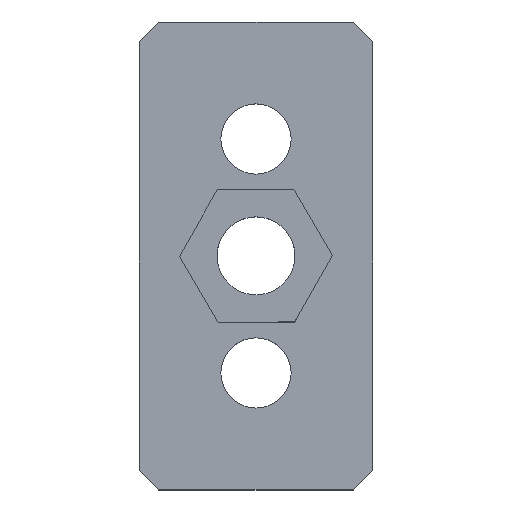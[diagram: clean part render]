
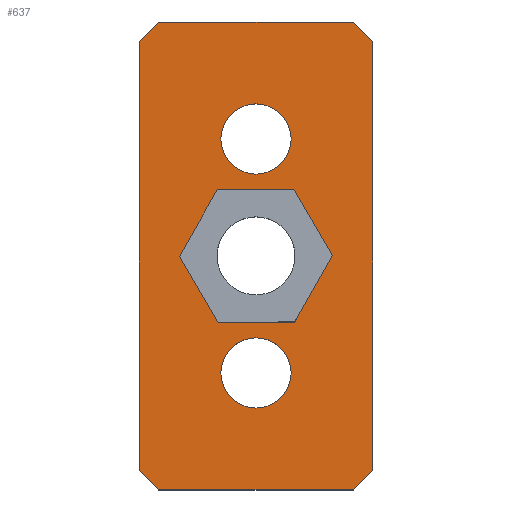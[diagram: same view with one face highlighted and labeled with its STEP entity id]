
A CAD part, top view. The second image highlights one B-rep face of the part: STEP entity #637.
In plain terms, the highlighted planar face has unit normal (0, 0, 1).
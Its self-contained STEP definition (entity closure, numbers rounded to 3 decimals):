
#5 = LINE ( 'NONE', #803, #67 ) ;
#19 = VECTOR ( 'NONE', #50, 1000. ) ;
#26 = CARTESIAN_POINT ( 'NONE',  ( 21.25, -21.25, 0. ) ) ;
#29 = DIRECTION ( 'NONE',  ( 1., 0., 0. ) ) ;
#42 = EDGE_CURVE ( 'NONE', #553, #747, #641, .T. ) ;
#43 = ORIENTED_EDGE ( 'NONE', *, *, #796, .F. ) ;
#44 = DIRECTION ( 'NONE',  ( -1., -0.007, 0. ) ) ;
#48 = VECTOR ( 'NONE', #147, 1000. ) ;
#50 = DIRECTION ( 'NONE',  ( -0.707, -0.707, 0. ) ) ;
#62 = CIRCLE ( 'NONE', #755, 4.5 ) ;
#63 = VERTEX_POINT ( 'NONE', #516 ) ;
#67 = VECTOR ( 'NONE', #426, 1000. ) ;
#68 = CARTESIAN_POINT ( 'NONE',  ( -9.815, -0.065, 0. ) ) ;
#75 = VERTEX_POINT ( 'NONE', #384 ) ;
#76 = AXIS2_PLACEMENT_3D ( 'NONE', #158, #750, #442 ) ;
#78 = CARTESIAN_POINT ( 'NONE',  ( 15., -30., 0. ) ) ;
#80 = VERTEX_POINT ( 'NONE', #118 ) ;
#83 = EDGE_CURVE ( 'NONE', #352, #569, #461, .T. ) ;
#90 = DIRECTION ( 'NONE',  ( 1., 0., 0. ) ) ;
#99 = EDGE_CURVE ( 'NONE', #793, #63, #578, .T. ) ;
#109 = LINE ( 'NONE', #827, #439 ) ;
#118 = CARTESIAN_POINT ( 'NONE',  ( -9.815, -0.065, 0. ) ) ;
#120 = PLANE ( 'NONE',  #268 ) ;
#121 = VECTOR ( 'NONE', #44, 1000. ) ;
#147 = DIRECTION ( 'NONE',  ( -1., 0., 0. ) ) ;
#148 = VECTOR ( 'NONE', #156, 1000. ) ;
#155 = CARTESIAN_POINT ( 'NONE',  ( -12.5, 30., 0. ) ) ;
#156 = DIRECTION ( 'NONE',  ( 0.707, 0.707, 0. ) ) ;
#158 = CARTESIAN_POINT ( 'NONE',  ( 0., 15., 0. ) ) ;
#167 = CARTESIAN_POINT ( 'NONE',  ( 15., -27.5, 0. ) ) ;
#169 = LINE ( 'NONE', #26, #148 ) ;
#170 = ORIENTED_EDGE ( 'NONE', *, *, #682, .T. ) ;
#171 = VERTEX_POINT ( 'NONE', #197 ) ;
#179 = VERTEX_POINT ( 'NONE', #715 ) ;
#187 = EDGE_LOOP ( 'NONE', ( #316, #301 ) ) ;
#197 = CARTESIAN_POINT ( 'NONE',  ( -4.5, -15., 0. ) ) ;
#199 = EDGE_CURVE ( 'NONE', #446, #793, #730, .T. ) ;
#209 = EDGE_CURVE ( 'NONE', #747, #80, #5, .T. ) ;
#220 = ORIENTED_EDGE ( 'NONE', *, *, #42, .F. ) ;
#222 = VECTOR ( 'NONE', #720, 1000. ) ;
#224 = DIRECTION ( 'NONE',  ( 0., 0., 1. ) ) ;
#248 = EDGE_CURVE ( 'NONE', #491, #508, #550, .T. ) ;
#249 = FACE_BOUND ( 'NONE', #708, .T. ) ;
#250 = ORIENTED_EDGE ( 'NONE', *, *, #489, .T. ) ;
#254 = DIRECTION ( 'NONE',  ( 0., -1., 0. ) ) ;
#256 = EDGE_CURVE ( 'NONE', #668, #454, #341, .T. ) ;
#268 = AXIS2_PLACEMENT_3D ( 'NONE', #392, #839, #523 ) ;
#289 = CARTESIAN_POINT ( 'NONE',  ( -4.851, -8.532, 0. ) ) ;
#296 = CARTESIAN_POINT ( 'NONE',  ( 0., -15., 0. ) ) ;
#301 = ORIENTED_EDGE ( 'NONE', *, *, #506, .F. ) ;
#310 = AXIS2_PLACEMENT_3D ( 'NONE', #754, #431, #90 ) ;
#314 = VECTOR ( 'NONE', #594, 1000. ) ;
#316 = ORIENTED_EDGE ( 'NONE', *, *, #350, .F. ) ;
#320 = FACE_OUTER_BOUND ( 'NONE', #343, .T. ) ;
#341 = LINE ( 'NONE', #666, #502 ) ;
#343 = EDGE_LOOP ( 'NONE', ( #731, #540, #170, #383, #797, #250, #607, #576 ) ) ;
#350 = EDGE_CURVE ( 'NONE', #75, #560, #435, .T. ) ;
#352 = VERTEX_POINT ( 'NONE', #155 ) ;
#355 = DIRECTION ( 'NONE',  ( 1., 0.007, 0. ) ) ;
#363 = DIRECTION ( 'NONE',  ( 1., 0., 0. ) ) ;
#383 = ORIENTED_EDGE ( 'NONE', *, *, #256, .T. ) ;
#384 = CARTESIAN_POINT ( 'NONE',  ( 4.5, 15., 0. ) ) ;
#392 = CARTESIAN_POINT ( 'NONE',  ( 0., 0., 0. ) ) ;
#406 = EDGE_CURVE ( 'NONE', #171, #623, #752, .T. ) ;
#412 = CARTESIAN_POINT ( 'NONE',  ( 15., 30., 0. ) ) ;
#415 = CARTESIAN_POINT ( 'NONE',  ( 15., -30., 0. ) ) ;
#417 = EDGE_LOOP ( 'NONE', ( #524, #828 ) ) ;
#422 = CARTESIAN_POINT ( 'NONE',  ( 4.964, -8.467, 0. ) ) ;
#426 = DIRECTION ( 'NONE',  ( -0.494, -0.869, 0. ) ) ;
#431 = DIRECTION ( 'NONE',  ( 0., 0., 1. ) ) ;
#433 = ORIENTED_EDGE ( 'NONE', *, *, #611, .F. ) ;
#435 = CIRCLE ( 'NONE', #76, 4.5 ) ;
#439 = VECTOR ( 'NONE', #525, 1000. ) ;
#442 = DIRECTION ( 'NONE',  ( 1., 0., 0. ) ) ;
#446 = VERTEX_POINT ( 'NONE', #167 ) ;
#450 = LINE ( 'NONE', #463, #592 ) ;
#454 = VERTEX_POINT ( 'NONE', #496 ) ;
#461 = LINE ( 'NONE', #636, #19 ) ;
#463 = CARTESIAN_POINT ( 'NONE',  ( -15., -30., 0. ) ) ;
#468 = VECTOR ( 'NONE', #711, 1000. ) ;
#482 = EDGE_CURVE ( 'NONE', #623, #171, #62, .T. ) ;
#485 = CARTESIAN_POINT ( 'NONE',  ( 15., 27.5, 0. ) ) ;
#489 = EDGE_CURVE ( 'NONE', #179, #446, #169, .T. ) ;
#491 = VERTEX_POINT ( 'NONE', #739 ) ;
#496 = CARTESIAN_POINT ( 'NONE',  ( -12.5, -30., 0. ) ) ;
#500 = CARTESIAN_POINT ( 'NONE',  ( -15., 27.5, 0. ) ) ;
#502 = VECTOR ( 'NONE', #789, 1000. ) ;
#506 = EDGE_CURVE ( 'NONE', #560, #75, #541, .T. ) ;
#508 = VERTEX_POINT ( 'NONE', #748 ) ;
#513 = FACE_BOUND ( 'NONE', #187, .T. ) ;
#516 = CARTESIAN_POINT ( 'NONE',  ( 12.5, 30., 0. ) ) ;
#523 = DIRECTION ( 'NONE',  ( 1., 0., 0. ) ) ;
#524 = ORIENTED_EDGE ( 'NONE', *, *, #482, .F. ) ;
#525 = DIRECTION ( 'NONE',  ( -0.506, 0.863, 0. ) ) ;
#529 = VECTOR ( 'NONE', #355, 1000. ) ;
#533 = LINE ( 'NONE', #78, #222 ) ;
#540 = ORIENTED_EDGE ( 'NONE', *, *, #83, .T. ) ;
#541 = CIRCLE ( 'NONE', #635, 4.5 ) ;
#542 = DIRECTION ( 'NONE',  ( 0., 1., 0. ) ) ;
#550 = LINE ( 'NONE', #422, #554 ) ;
#553 = VERTEX_POINT ( 'NONE', #759 ) ;
#554 = VECTOR ( 'NONE', #671, 1000. ) ;
#557 = ORIENTED_EDGE ( 'NONE', *, *, #209, .F. ) ;
#560 = VERTEX_POINT ( 'NONE', #612 ) ;
#569 = VERTEX_POINT ( 'NONE', #500 ) ;
#576 = ORIENTED_EDGE ( 'NONE', *, *, #99, .T. ) ;
#578 = LINE ( 'NONE', #829, #468 ) ;
#580 = FACE_BOUND ( 'NONE', #417, .T. ) ;
#592 = VECTOR ( 'NONE', #254, 1000. ) ;
#594 = DIRECTION ( 'NONE',  ( 0.506, -0.863, 0. ) ) ;
#601 = VECTOR ( 'NONE', #542, 1000. ) ;
#607 = ORIENTED_EDGE ( 'NONE', *, *, #199, .T. ) ;
#611 = EDGE_CURVE ( 'NONE', #508, #553, #109, .T. ) ;
#612 = CARTESIAN_POINT ( 'NONE',  ( -4.5, 15., 0. ) ) ;
#614 = CARTESIAN_POINT ( 'NONE',  ( 0., 15., 0. ) ) ;
#623 = VERTEX_POINT ( 'NONE', #638 ) ;
#629 = CARTESIAN_POINT ( 'NONE',  ( 4.851, 8.532, 0. ) ) ;
#636 = CARTESIAN_POINT ( 'NONE',  ( -21.25, 21.25, 0. ) ) ;
#635 = AXIS2_PLACEMENT_3D ( 'NONE', #614, #674, #29 ) ;
#637 = ADVANCED_FACE ( 'NONE', ( #320, #580, #513, #249 ), #120, .T. ) ;
#638 = CARTESIAN_POINT ( 'NONE',  ( 4.5, -15., 0. ) ) ;
#641 = LINE ( 'NONE', #629, #121 ) ;
#653 = LINE ( 'NONE', #68, #314 ) ;
#662 = CARTESIAN_POINT ( 'NONE',  ( -4.964, 8.467, 0. ) ) ;
#666 = CARTESIAN_POINT ( 'NONE',  ( -21.25, -21.25, 0. ) ) ;
#668 = VERTEX_POINT ( 'NONE', #777 ) ;
#671 = DIRECTION ( 'NONE',  ( 0.494, 0.869, 0. ) ) ;
#673 = ORIENTED_EDGE ( 'NONE', *, *, #810, .F. ) ;
#674 = DIRECTION ( 'NONE',  ( 0., 0., 1. ) ) ;
#682 = EDGE_CURVE ( 'NONE', #569, #668, #450, .T. ) ;
#708 = EDGE_LOOP ( 'NONE', ( #760, #43, #673, #557, #220, #433 ) ) ;
#711 = DIRECTION ( 'NONE',  ( -0.707, 0.707, 0. ) ) ;
#712 = EDGE_CURVE ( 'NONE', #63, #352, #728, .T. ) ;
#715 = CARTESIAN_POINT ( 'NONE',  ( 12.5, -30., 0. ) ) ;
#720 = DIRECTION ( 'NONE',  ( 1., 0., 0. ) ) ;
#728 = LINE ( 'NONE', #412, #48 ) ;
#730 = LINE ( 'NONE', #415, #601 ) ;
#731 = ORIENTED_EDGE ( 'NONE', *, *, #712, .T. ) ;
#736 = LINE ( 'NONE', #289, #529 ) ;
#739 = CARTESIAN_POINT ( 'NONE',  ( 4.964, -8.467, 0. ) ) ;
#746 = EDGE_CURVE ( 'NONE', #454, #179, #533, .T. ) ;
#747 = VERTEX_POINT ( 'NONE', #662 ) ;
#748 = CARTESIAN_POINT ( 'NONE',  ( 9.815, 0.065, 0. ) ) ;
#750 = DIRECTION ( 'NONE',  ( 0., 0., 1. ) ) ;
#752 = CIRCLE ( 'NONE', #310, 4.5 ) ;
#754 = CARTESIAN_POINT ( 'NONE',  ( 0., -15., 0. ) ) ;
#755 = AXIS2_PLACEMENT_3D ( 'NONE', #296, #224, #363 ) ;
#759 = CARTESIAN_POINT ( 'NONE',  ( 4.851, 8.532, 0. ) ) ;
#760 = ORIENTED_EDGE ( 'NONE', *, *, #248, .F. ) ;
#777 = CARTESIAN_POINT ( 'NONE',  ( -15., -27.5, 0. ) ) ;
#789 = DIRECTION ( 'NONE',  ( 0.707, -0.707, 0. ) ) ;
#790 = CARTESIAN_POINT ( 'NONE',  ( -4.851, -8.532, 0. ) ) ;
#793 = VERTEX_POINT ( 'NONE', #485 ) ;
#796 = EDGE_CURVE ( 'NONE', #832, #491, #736, .T. ) ;
#797 = ORIENTED_EDGE ( 'NONE', *, *, #746, .T. ) ;
#803 = CARTESIAN_POINT ( 'NONE',  ( -4.964, 8.467, 0. ) ) ;
#810 = EDGE_CURVE ( 'NONE', #80, #832, #653, .T. ) ;
#827 = CARTESIAN_POINT ( 'NONE',  ( 9.815, 0.065, 0. ) ) ;
#828 = ORIENTED_EDGE ( 'NONE', *, *, #406, .F. ) ;
#829 = CARTESIAN_POINT ( 'NONE',  ( 21.25, 21.25, 0. ) ) ;
#832 = VERTEX_POINT ( 'NONE', #790 ) ;
#839 = DIRECTION ( 'NONE',  ( 0., 0., 1. ) ) ;
